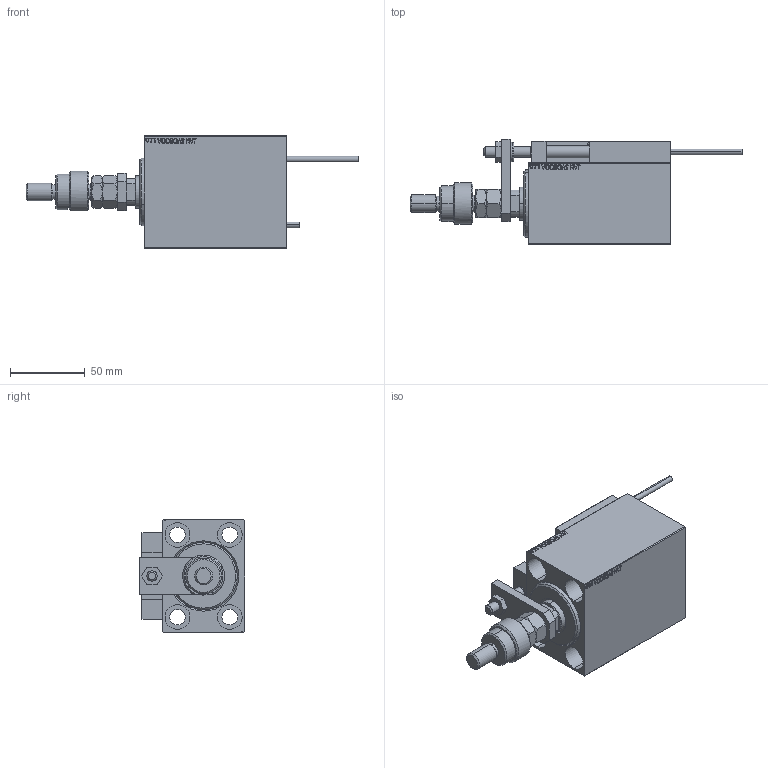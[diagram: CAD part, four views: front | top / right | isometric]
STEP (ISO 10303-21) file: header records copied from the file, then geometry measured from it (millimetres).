
FILE_DESCRIPTION (( 'STEP AP203' ), '1' );
FILE_NAME ('9b3d.STEP', '2024-02-13T03:52:08', ( '' ), ( '' ), 'SwSTEP 2.0', 'SolidWorks 2019', '' );
FILE_SCHEMA (( 'CONFIG_CONTROL_DESIGN' ));
Length unit declared in the file: millimetre
Products named in the file (18): TYC_L79 c6ed6fa912964faf0ce6e9d16ba6a954; 9b3d; MAGNET c6ed6fa912964faf0ce6e9d16ba6a954; MFA c6ed6fa912964faf0ce6e9d16ba6a954; ALLEN BOLT D5 c6ed6fa912964faf0ce6e9d16ba6a954; FEMALE_PART_FOR_DFA c6ed6fa912964faf0ce6e9d16ba6a954; ALLEN BOLT D8 c6ed6fa912964faf0ce6e9d16ba6a954; NUT_D12 c6ed6fa912964faf0ce6e9d16ba6a954; ZARAZKA c6ed6fa912964faf0ce6e9d16ba6a954; V450CM_C_Body c6ed6fa912964faf0ce6e9d16ba6a954; SWITCH DIM B,W c6ed6fa912964faf0ce6e9d16ba6a954; SWITCH X c6ed6fa912964faf0ce6e9d16ba6a954; KONCOVKA c6ed6fa912964faf0ce6e9d16ba6a954; X_Y_DFA c6ed6fa912964faf0ce6e9d16ba6a954; V450CM_VC_B c6ed6fa912964faf0ce6e9d16ba6a954; V450CM_C_VCP c6ed6fa912964faf0ce6e9d16ba6a954; SWITCH_X_FRONT_BACK c6ed6fa912964faf0ce6e9d16ba6a954; Block c6ed6fa912964faf0ce6e9d16ba6a954
Assembly tree (27 placements, depth 3):
  9b3d
    V450CM_C_Body c6ed6fa912964faf0ce6e9d16ba6a954
    SWITCH X c6ed6fa912964faf0ce6e9d16ba6a954
      SWITCH_X_FRONT_BACK c6ed6fa912964faf0ce6e9d16ba6a954  x2
      TYC_L79 c6ed6fa912964faf0ce6e9d16ba6a954
      Block c6ed6fa912964faf0ce6e9d16ba6a954  x2
      ALLEN BOLT D5 c6ed6fa912964faf0ce6e9d16ba6a954  x4
      ALLEN BOLT D8 c6ed6fa912964faf0ce6e9d16ba6a954  x4
      MAGNET c6ed6fa912964faf0ce6e9d16ba6a954  x2
      KONCOVKA c6ed6fa912964faf0ce6e9d16ba6a954  x2
    NUT_D12 c6ed6fa912964faf0ce6e9d16ba6a954
    SWITCH DIM B,W c6ed6fa912964faf0ce6e9d16ba6a954
    ZARAZKA c6ed6fa912964faf0ce6e9d16ba6a954
    V450CM_C_VCP c6ed6fa912964faf0ce6e9d16ba6a954
    V450CM_VC_B c6ed6fa912964faf0ce6e9d16ba6a954
    X_Y_DFA c6ed6fa912964faf0ce6e9d16ba6a954
      FEMALE_PART_FOR_DFA c6ed6fa912964faf0ce6e9d16ba6a954
      MFA c6ed6fa912964faf0ce6e9d16ba6a954
Bounding box: 222 x 70.5 x 75 mm (x, y, z)
Volume: 401476.8 mm3; surface area: 102697.7 mm2
Topology: 25 solids, 25 shells, 1357 faces, 3226 edges, 2051 vertices
Faces by surface type: plane 586, bspline 380, cylinder 193, cone 146, torus 48, sphere 4
Entity records: 52688 total; most frequent: CARTESIAN_POINT 26573, ORIENTED_EDGE 5472, DIRECTION 3782, EDGE_CURVE 2736, VERTEX_POINT 1775, LINE 1534, VECTOR 1534, EDGE_LOOP 1267
